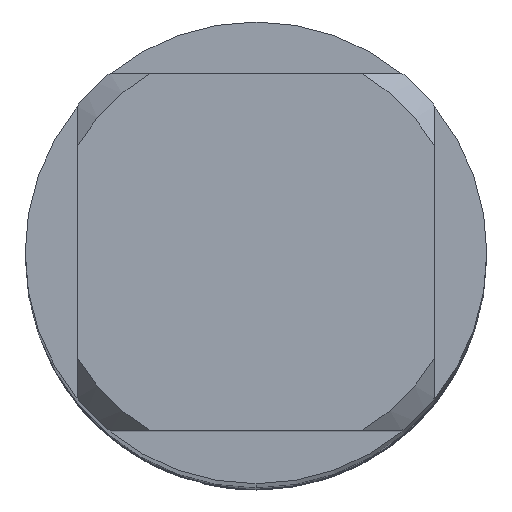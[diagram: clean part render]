
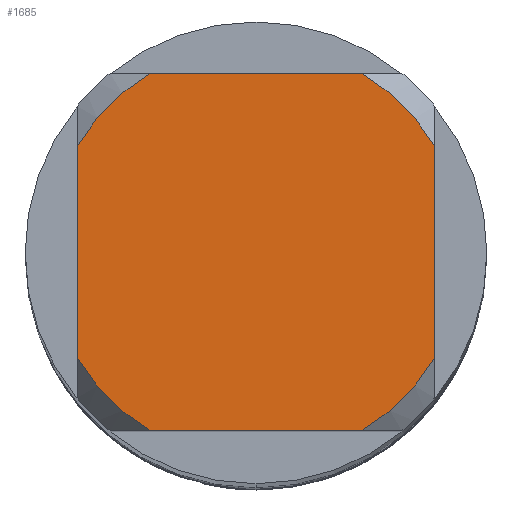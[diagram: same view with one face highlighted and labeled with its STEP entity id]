
A CAD part, top view. The second image highlights one B-rep face of the part: STEP entity #1685.
In plain terms, the highlighted planar face has unit normal (0, 0, 1).
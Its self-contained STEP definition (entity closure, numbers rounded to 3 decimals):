
#1461=EDGE_CURVE('',#2499,#3353,#4244,.T.);
#1685=ADVANCED_FACE('',(#4491),#4492,.T.);
#1965=EDGE_CURVE('',#2743,#2901,#4792,.T.);
#2189=EDGE_CURVE('',#2809,#2901,#5033,.T.);
#2209=EDGE_CURVE('',#2809,#2709,#5056,.T.);
#2499=VERTEX_POINT('',#5376);
#2709=VERTEX_POINT('',#5616);
#2721=EDGE_CURVE('',#2743,#2947,#5628,.T.);
#2743=VERTEX_POINT('',#5653);
#2763=EDGE_CURVE('',#3355,#3353,#5673,.T.);
#2809=VERTEX_POINT('',#5721);
#2901=VERTEX_POINT('',#5825);
#2947=VERTEX_POINT('',#5874);
#3353=VERTEX_POINT('',#6308);
#3355=VERTEX_POINT('',#6310);
#3583=EDGE_CURVE('',#3355,#2709,#6557,.T.);
#3757=EDGE_CURVE('',#2499,#2947,#6744,.T.);
#4244=LINE('',#7383,#7384);
#4491=FACE_OUTER_BOUND('',#8657,.T.);
#4492=PLANE('',#8658);
#4792=CIRCLE('',#9807,3.6);
#5033=LINE('',#10723,#10724);
#5056=CIRCLE('',#10778,3.6);
#5376=CARTESIAN_POINT('',(-1.83,-3.1,0.0));
#5616=CARTESIAN_POINT('',(3.1,1.83,0.0));
#5628=LINE('',#13604,#13605);
#5653=CARTESIAN_POINT('',(-3.1,1.83,0.0));
#5673=CIRCLE('',#13840,3.6);
#5721=CARTESIAN_POINT('',(1.83,3.1,0.0));
#5825=CARTESIAN_POINT('',(-1.83,3.1,0.0));
#5874=CARTESIAN_POINT('',(-3.1,-1.83,0.0));
#6308=CARTESIAN_POINT('',(1.83,-3.1,0.0));
#6310=CARTESIAN_POINT('',(3.1,-1.83,0.0));
#6557=LINE('',#17304,#17305);
#6744=CIRCLE('',#18385,3.6);
#7383=CARTESIAN_POINT('',(0.0,-3.1,0.0));
#7384=VECTOR('',#19803,1.0);
#8657=EDGE_LOOP('',(#20150,#20151,#20152,#20153,#20154,#20155,#20156,#20157));
#8658=AXIS2_PLACEMENT_3D('',#20158,#20159,#20160);
#9807=AXIS2_PLACEMENT_3D('',#20436,#20437,#20438);
#10723=CARTESIAN_POINT('',(0.0,3.1,0.0));
#10724=VECTOR('',#20651,1.0);
#10778=AXIS2_PLACEMENT_3D('',#20684,#20685,#20686);
#13604=CARTESIAN_POINT('',(-3.1,0.9,0.0));
#13605=VECTOR('',#21381,1.0);
#13840=AXIS2_PLACEMENT_3D('',#21411,#21412,#21413);
#17304=CARTESIAN_POINT('',(3.1,0.9,0.0));
#17305=VECTOR('',#22315,1.0);
#18385=AXIS2_PLACEMENT_3D('',#22470,#22471,#22472);
#19803=DIRECTION('',(1.0,0.0,0.0));
#20150=ORIENTED_EDGE('',*,*,#2721,.T.);
#20151=ORIENTED_EDGE('',*,*,#3757,.F.);
#20152=ORIENTED_EDGE('',*,*,#1461,.T.);
#20153=ORIENTED_EDGE('',*,*,#2763,.F.);
#20154=ORIENTED_EDGE('',*,*,#3583,.T.);
#20155=ORIENTED_EDGE('',*,*,#2209,.F.);
#20156=ORIENTED_EDGE('',*,*,#2189,.T.);
#20157=ORIENTED_EDGE('',*,*,#1965,.F.);
#20158=CARTESIAN_POINT('',(0.0,1.8,0.0));
#20159=DIRECTION('',(-0.0,0.0,1.0));
#20160=DIRECTION('',(0.0,-1.0,0.0));
#20436=CARTESIAN_POINT('',(0.0,0.0,0.0));
#20437=DIRECTION('',(0.0,0.0,-1.0));
#20438=DIRECTION('',(0.0,1.0,0.0));
#20651=DIRECTION('',(-1.0,0.0,0.0));
#20684=CARTESIAN_POINT('',(0.0,0.0,0.0));
#20685=DIRECTION('',(0.0,0.0,-1.0));
#20686=DIRECTION('',(0.0,1.0,0.0));
#21381=DIRECTION('',(-0.0,-1.0,0.0));
#21411=CARTESIAN_POINT('',(0.0,0.0,0.0));
#21412=DIRECTION('',(0.0,0.0,-1.0));
#21413=DIRECTION('',(0.0,1.0,0.0));
#22315=DIRECTION('',(-0.0,1.0,0.0));
#22470=CARTESIAN_POINT('',(0.0,0.0,0.0));
#22471=DIRECTION('',(0.0,0.0,-1.0));
#22472=DIRECTION('',(0.0,1.0,0.0));
